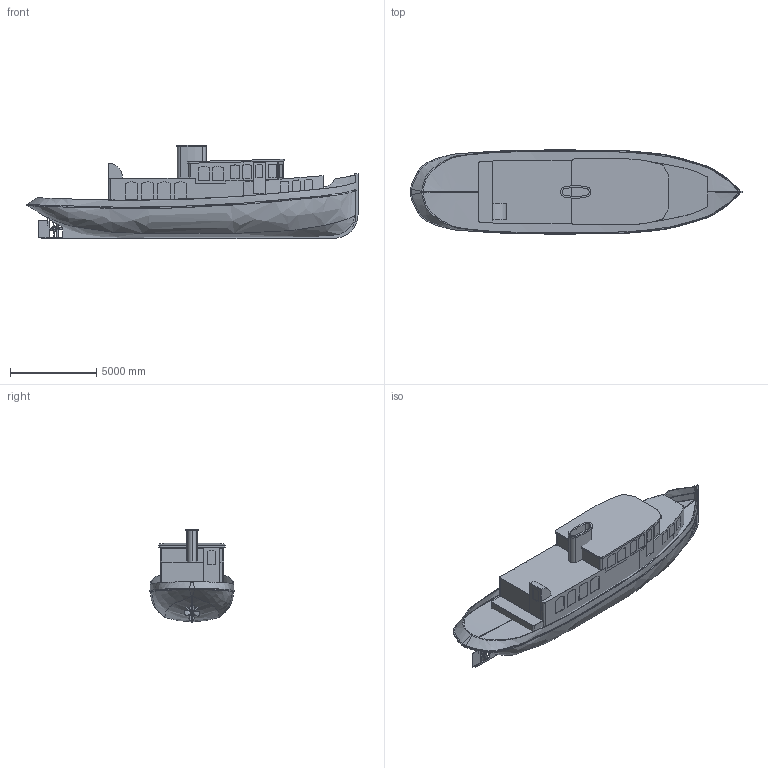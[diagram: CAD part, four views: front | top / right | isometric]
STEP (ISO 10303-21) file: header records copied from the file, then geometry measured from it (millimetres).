
FILE_DESCRIPTION(('OneSpaceDesigner STEP Export'),'2;1');
FILE_NAME('Classic motor yacht.stp','2021-01-21T21:36:51',(''),(''),'OneSpace Designer STEP processor for AP214 (Solid Model)','OneSpace Designer 14.50 18-Oct-2006 (C) CoCreate Software GmbH','');
FILE_SCHEMA(('AUTOMOTIVE_DESIGN { 1 0 10303 214 1 1 1 1 }'));
Length unit declared in the file: millimetre
Products named in the file (59): Deur.3; Dekhuis.1; Roerblad; Schroef; Roerkoning; Schroef_As; Steun; Schroef_Roer; Schoorsteen; Dak; Dekhuis; Deur.1; Deur.2; p4.4; p5; p4; p4.1; p3.2; p3.1; p1.2; p2; p1.3; p1; p1.1; p2.3; p2.1; p2.4; p2.5; p2.2; p3; Set_Ramen.1; Set_Ramen.2; Bovenbouw; Boeg.2.1; Boeg.1.1; Romp.SB; Romp.BB; Kiel; Romp; Schip ...
Assembly tree (58 placements, depth 5):
  Klassiek_Motorjacht_19m
    00_171227_Aptilla
    Schip
      Romp
        p1.1
        p1
        Kiel
        Romp.BB
        Romp.SB
        Boeg.1.1
        Boeg.2.1
      Bovenbouw
        Set_Ramen.2
          p2.5
          p2.4
          p2.1
          p2.3
          p1.1
          p1
          p1.3
          p2
          p1.2
          p3.1
          p3.2
          p4.1
          p3
          p2.2
          p4.4
        Set_Ramen.1
          p3
          p2.2
          p2.5
          p2.4
          p2.1
          p2.3
          p1.1
          p1
          p1.3
          p2
          p1.2
          p3.1
          p3.2
          p4.1
          p4
          p5
          p4.4
        Deur.2
        Deur.1
        Dekhuis
        Dak
        Schoorsteen
        Schroef_Roer
          Steun
          Schroef_As
          Roerkoning
          Schroef
          Roerblad
        Dekhuis.1
        Deur.3
Bounding box: 19203.91 x 4883.59 x 5419.35 mm (x, y, z)
Volume: 121014826303.8 mm3; surface area: 633061562.6 mm2
Topology: 51 solids, 51 shells, 731 faces, 1904 edges, 1262 vertices
Faces by surface type: plane 428, cylinder 244, bspline 37, extrusion 10, torus 6, cone 4, sphere 2
Entity records: 48956 total; most frequent: CARTESIAN_POINT 30131, ORIENTED_EDGE 3806, DIRECTION 3185, EDGE_CURVE 1902, VERTEX_POINT 1262, VECTOR 1135, LINE 1125, AXIS2_PLACEMENT_3D 1025
